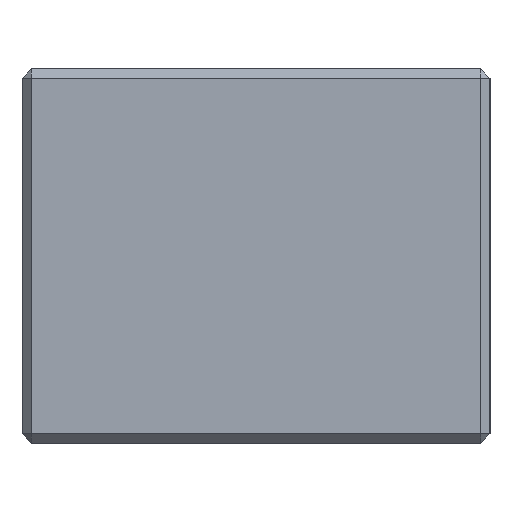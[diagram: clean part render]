
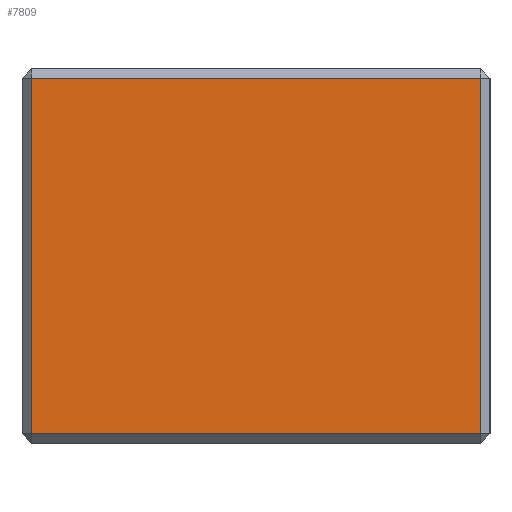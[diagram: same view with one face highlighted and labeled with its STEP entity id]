
A CAD part, left-side view. The second image highlights one B-rep face of the part: STEP entity #7809.
In plain terms, the highlighted planar face has unit normal (-1, 0, 0).
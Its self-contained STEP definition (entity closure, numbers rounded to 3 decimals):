
#149 = DIRECTION ( 'NONE',  ( 0., 0., 1. ) ) ;
#210 = ORIENTED_EDGE ( 'NONE', *, *, #6881, .T. ) ;
#450 = VECTOR ( 'NONE', #6943, 1000. ) ;
#1888 = FACE_OUTER_BOUND ( 'NONE', #4971, .T. ) ;
#2123 = CARTESIAN_POINT ( 'NONE',  ( 0., 0., -39. ) ) ;
#2529 = VERTEX_POINT ( 'NONE', #5017 ) ;
#2802 = DIRECTION ( 'NONE',  ( 0., -1., 0. ) ) ;
#2866 = CARTESIAN_POINT ( 'NONE',  ( 0., 1., -1. ) ) ;
#3316 = PLANE ( 'NONE',  #7410 ) ;
#3424 = DIRECTION ( 'NONE',  ( 0., -1., 0. ) ) ;
#3965 = ORIENTED_EDGE ( 'NONE', *, *, #9110, .T. ) ;
#4605 = VECTOR ( 'NONE', #5589, 1000. ) ;
#4787 = CARTESIAN_POINT ( 'NONE',  ( 0., 50., -1. ) ) ;
#4846 = ORIENTED_EDGE ( 'NONE', *, *, #9038, .T. ) ;
#4971 = EDGE_LOOP ( 'NONE', ( #210, #4846, #7989, #3965 ) ) ;
#5017 = CARTESIAN_POINT ( 'NONE',  ( 0., 1., -39. ) ) ;
#5389 = CARTESIAN_POINT ( 'NONE',  ( 0., 49., -40. ) ) ;
#5544 = DIRECTION ( 'NONE',  ( -1., 0., 0. ) ) ;
#5578 = CARTESIAN_POINT ( 'NONE',  ( 0., 0., -40. ) ) ;
#5589 = DIRECTION ( 'NONE',  ( 0., 1., 0. ) ) ;
#6381 = LINE ( 'NONE', #5389, #450 ) ;
#6654 = CARTESIAN_POINT ( 'NONE',  ( 0., 49., -1. ) ) ;
#6881 = EDGE_CURVE ( 'NONE', #7449, #2529, #8466, .T. ) ;
#6938 = VERTEX_POINT ( 'NONE', #2866 ) ;
#6943 = DIRECTION ( 'NONE',  ( 0., 0., -1. ) ) ;
#7009 = CARTESIAN_POINT ( 'NONE',  ( 0., 1., -40. ) ) ;
#7410 = AXIS2_PLACEMENT_3D ( 'NONE', #5578, #5544, #3424 ) ;
#7425 = VERTEX_POINT ( 'NONE', #6654 ) ;
#7448 = CARTESIAN_POINT ( 'NONE',  ( 0., 49., -39. ) ) ;
#7449 = VERTEX_POINT ( 'NONE', #7448 ) ;
#7787 = VECTOR ( 'NONE', #149, 1000. ) ;
#7809 = ADVANCED_FACE ( 'NONE', ( #1888 ), #3316, .T. ) ;
#7989 = ORIENTED_EDGE ( 'NONE', *, *, #9145, .T. ) ;
#8466 = LINE ( 'NONE', #2123, #8825 ) ;
#8516 = LINE ( 'NONE', #4787, #4605 ) ;
#8825 = VECTOR ( 'NONE', #2802, 1000. ) ;
#9038 = EDGE_CURVE ( 'NONE', #2529, #6938, #9830, .T. ) ;
#9110 = EDGE_CURVE ( 'NONE', #7425, #7449, #6381, .T. ) ;
#9145 = EDGE_CURVE ( 'NONE', #6938, #7425, #8516, .T. ) ;
#9830 = LINE ( 'NONE', #7009, #7787 ) ;
